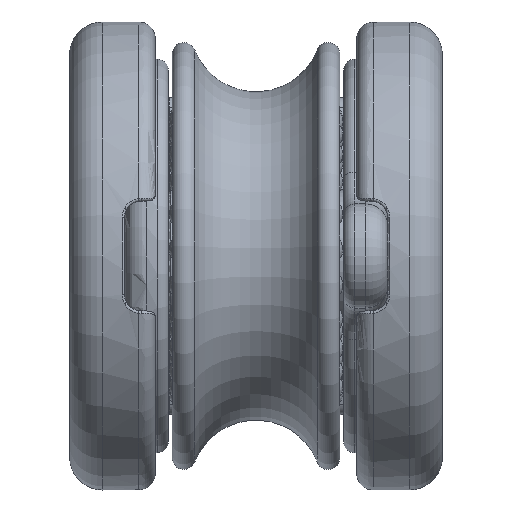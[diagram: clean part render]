
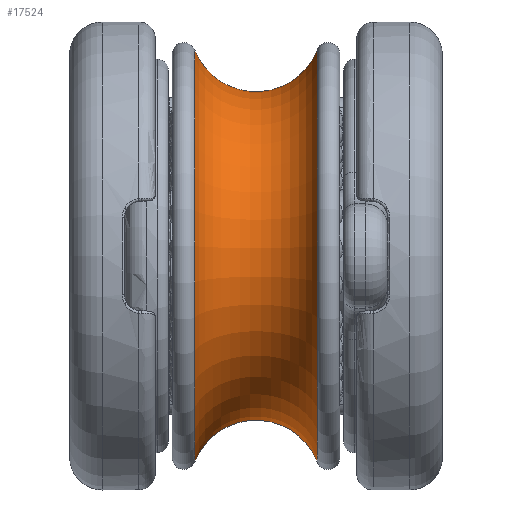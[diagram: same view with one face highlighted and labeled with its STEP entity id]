
A CAD part, front view. The second image highlights one B-rep face of the part: STEP entity #17524.
In plain terms, the highlighted toroidal (fillet/blend) face has major radius 21 mm and minor radius 6 mm.
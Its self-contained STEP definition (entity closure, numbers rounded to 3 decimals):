
#1094=TOROIDAL_SURFACE('',#18668,21.,6.);
#4501=FACE_BOUND('',#6656,.T.);
#5477=FACE_OUTER_BOUND('',#6655,.T.);
#6655=EDGE_LOOP('',(#16302));
#6656=EDGE_LOOP('',(#16303));
#7172=CIRCLE('',#18637,18.821);
#7200=CIRCLE('',#18667,18.821);
#8839=VERTEX_POINT('',#33130);
#8867=VERTEX_POINT('',#33188);
#11343=EDGE_CURVE('',#8839,#8839,#7172,.T.);
#11371=EDGE_CURVE('',#8867,#8867,#7200,.T.);
#16302=ORIENTED_EDGE('',*,*,#11371,.F.);
#16303=ORIENTED_EDGE('',*,*,#11343,.T.);
#17524=ADVANCED_FACE('',(#5477,#4501),#1094,.F.);
#18637=AXIS2_PLACEMENT_3D('',#33131,#22189,#22190);
#18667=AXIS2_PLACEMENT_3D('',#33189,#22249,#22250);
#18668=AXIS2_PLACEMENT_3D('',#33190,#22251,#22252);
#22189=DIRECTION('center_axis',(-1.,0.,0.));
#22190=DIRECTION('ref_axis',(0.,0.048,0.999));
#22249=DIRECTION('center_axis',(-1.,0.,0.));
#22250=DIRECTION('ref_axis',(0.,0.048,0.999));
#22251=DIRECTION('center_axis',(-1.,0.,0.));
#22252=DIRECTION('ref_axis',(0.,-0.999,0.048));
#33130=CARTESIAN_POINT('',(5.59,0.905,18.799));
#33131=CARTESIAN_POINT('Origin',(5.59,0.,0.));
#33188=CARTESIAN_POINT('',(-5.59,0.905,18.799));
#33189=CARTESIAN_POINT('Origin',(-5.59,0.,
0.));
#33190=CARTESIAN_POINT('Origin',(0.,0.,
0.));
